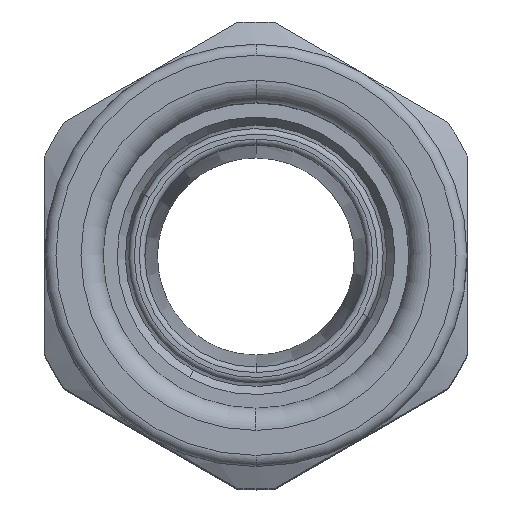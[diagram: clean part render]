
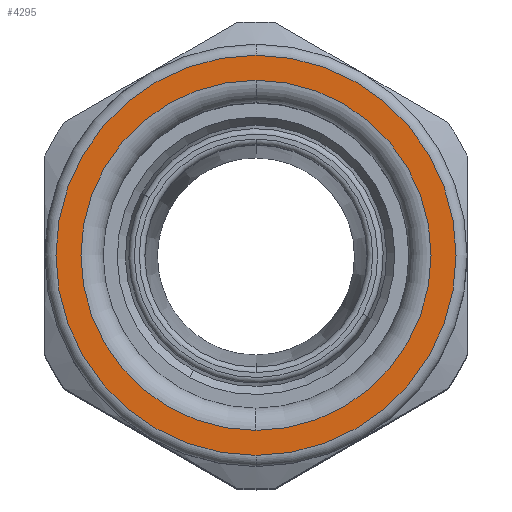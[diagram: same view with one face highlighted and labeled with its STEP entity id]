
A CAD part, top view. The second image highlights one B-rep face of the part: STEP entity #4295.
In plain terms, the highlighted planar face has unit normal (0, 0, 1).
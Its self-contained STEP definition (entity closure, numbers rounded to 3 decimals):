
#4183=AXIS2_PLACEMENT_3D('Circle Axis2P3D',#4181,#4182,$) ;
#4207=AXIS2_PLACEMENT_3D('Circle Axis2P3D',#4205,#4206,$) ;
#4271=AXIS2_PLACEMENT_3D('Plane Axis2P3D',#4268,#4269,#4270) ;
#4275=AXIS2_PLACEMENT_3D('Circle Axis2P3D',#4273,#4274,$) ;
#4284=AXIS2_PLACEMENT_3D('Circle Axis2P3D',#4282,#4283,$) ;
#4178=CARTESIAN_POINT('Vertex',(19.,36.75,84.4)) ;
#4181=CARTESIAN_POINT('Axis2P3D Location',(19.,21.,84.4)) ;
#4185=CARTESIAN_POINT('Vertex',(19.,5.25,84.4)) ;
#4205=CARTESIAN_POINT('Axis2P3D Location',(19.,21.,84.4)) ;
#4268=CARTESIAN_POINT('Axis2P3D Location',(19.,21.,84.4)) ;
#4273=CARTESIAN_POINT('Axis2P3D Location',(19.,21.,84.4)) ;
#4277=CARTESIAN_POINT('Vertex',(19.,3.,84.4)) ;
#4279=CARTESIAN_POINT('Vertex',(19.,39.,84.4)) ;
#4282=CARTESIAN_POINT('Axis2P3D Location',(19.,21.,84.4)) ;
#4182=DIRECTION('Axis2P3D Direction',(0.,0.,1.)) ;
#4206=DIRECTION('Axis2P3D Direction',(0.,0.,1.)) ;
#4269=DIRECTION('Axis2P3D Direction',(0.,0.,1.)) ;
#4270=DIRECTION('Axis2P3D XDirection',(0.,1.,0.)) ;
#4274=DIRECTION('Axis2P3D Direction',(0.,0.,1.)) ;
#4283=DIRECTION('Axis2P3D Direction',(0.,0.,1.)) ;
#4288=ORIENTED_EDGE('',*,*,#4281,.T.) ;
#4289=ORIENTED_EDGE('',*,*,#4286,.T.) ;
#4292=ORIENTED_EDGE('',*,*,#4209,.F.) ;
#4293=ORIENTED_EDGE('',*,*,#4187,.F.) ;
#4294=FACE_BOUND('',#4291,.T.) ;
#4295=ADVANCED_FACE('Body',(#4290,#4294),#4272,.T.) ;
#4184=CIRCLE('generated circle',#4183,15.75) ;
#4208=CIRCLE('generated circle',#4207,15.75) ;
#4276=CIRCLE('generated circle',#4275,18.) ;
#4285=CIRCLE('generated circle',#4284,18.) ;
#4187=EDGE_CURVE('',#4179,#4186,#4184,.T.) ;
#4209=EDGE_CURVE('',#4186,#4179,#4208,.T.) ;
#4281=EDGE_CURVE('',#4278,#4280,#4276,.T.) ;
#4286=EDGE_CURVE('',#4280,#4278,#4285,.T.) ;
#4287=EDGE_LOOP('',(#4288,#4289)) ;
#4291=EDGE_LOOP('',(#4292,#4293)) ;
#4290=FACE_OUTER_BOUND('',#4287,.T.) ;
#4272=PLANE('',#4271) ;
#4179=VERTEX_POINT('',#4178) ;
#4186=VERTEX_POINT('',#4185) ;
#4278=VERTEX_POINT('',#4277) ;
#4280=VERTEX_POINT('',#4279) ;
